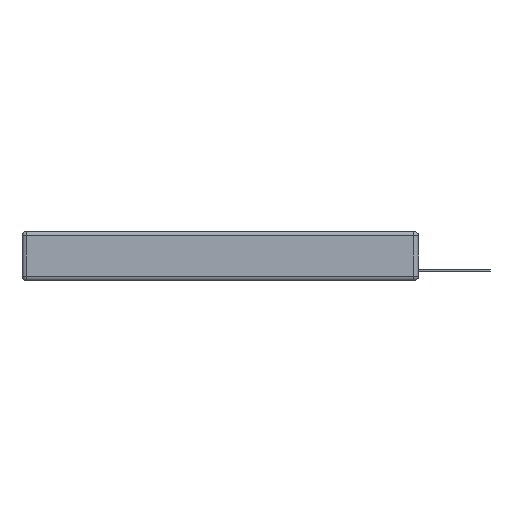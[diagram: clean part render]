
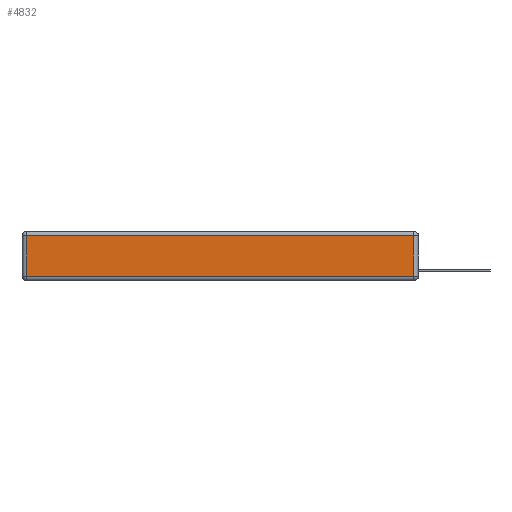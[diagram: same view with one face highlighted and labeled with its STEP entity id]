
A CAD part, left-side view. The second image highlights one B-rep face of the part: STEP entity #4832.
In plain terms, the highlighted planar face has unit normal (-1, 0, 0).
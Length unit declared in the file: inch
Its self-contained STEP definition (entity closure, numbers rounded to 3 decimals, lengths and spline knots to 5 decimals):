
#893 = LINE ( 'NONE', #6367, #15788 ) ;
#908 = ORIENTED_EDGE ( 'NONE', *, *, #12498, .T. ) ;
#1338 = DIRECTION ( 'NONE',  ( -1., 0., 0. ) ) ;
#1755 = CARTESIAN_POINT ( 'NONE',  ( 0., 0.03, -0.03 ) ) ;
#1911 = CARTESIAN_POINT ( 'NONE',  ( 0., 0.03, -0.313 ) ) ;
#2287 = DIRECTION ( 'NONE',  ( 0., 1., 0. ) ) ;
#2301 = ORIENTED_EDGE ( 'NONE', *, *, #14142, .T. ) ;
#2390 = ORIENTED_EDGE ( 'NONE', *, *, #15856, .T. ) ;
#2448 = CARTESIAN_POINT ( 'NONE',  ( 0., 2.72, -0.343 ) ) ;
#3205 = CARTESIAN_POINT ( 'NONE',  ( 0., 0., -0.313 ) ) ;
#3572 = LINE ( 'NONE', #9644, #7240 ) ;
#4350 = ORIENTED_EDGE ( 'NONE', *, *, #12204, .T. ) ;
#4832 = ADVANCED_FACE ( 'NONE', ( #5077 ), #4982, .T. ) ;
#4982 = PLANE ( 'NONE',  #14233 ) ;
#5077 = FACE_OUTER_BOUND ( 'NONE', #15692, .T. ) ;
#5228 = LINE ( 'NONE', #3205, #7917 ) ;
#5741 = CARTESIAN_POINT ( 'NONE',  ( 0., 2.72, -0.313 ) ) ;
#6367 = CARTESIAN_POINT ( 'NONE',  ( 0., 0.03, -0.343 ) ) ;
#6699 = VERTEX_POINT ( 'NONE', #11492 ) ;
#7235 = DIRECTION ( 'NONE',  ( 0., 0., -1. ) ) ;
#7240 = VECTOR ( 'NONE', #2287, 39.37008 ) ;
#7425 = VERTEX_POINT ( 'NONE', #1911 ) ;
#7917 = VECTOR ( 'NONE', #13097, 39.37008 ) ;
#8345 = VECTOR ( 'NONE', #7235, 39.37008 ) ;
#9485 = LINE ( 'NONE', #2448, #8345 ) ;
#9644 = CARTESIAN_POINT ( 'NONE',  ( 0., 2.75, -0.03 ) ) ;
#11492 = CARTESIAN_POINT ( 'NONE',  ( 0., 2.72, -0.03 ) ) ;
#12204 = EDGE_CURVE ( 'NONE', #13433, #7425, #5228, .T. ) ;
#12328 = CARTESIAN_POINT ( 'NONE',  ( 0., 0., -0.343 ) ) ;
#12382 = DIRECTION ( 'NONE',  ( 0., 0., 1. ) ) ;
#12498 = EDGE_CURVE ( 'NONE', #13848, #6699, #3572, .T. ) ;
#13097 = DIRECTION ( 'NONE',  ( 0., -1., 0. ) ) ;
#13433 = VERTEX_POINT ( 'NONE', #5741 ) ;
#13848 = VERTEX_POINT ( 'NONE', #1755 ) ;
#14142 = EDGE_CURVE ( 'NONE', #6699, #13433, #9485, .T. ) ;
#14233 = AXIS2_PLACEMENT_3D ( 'NONE', #12328, #1338, #12382 ) ;
#14995 = DIRECTION ( 'NONE',  ( 0., 0., 1. ) ) ;
#15692 = EDGE_LOOP ( 'NONE', ( #4350, #2390, #908, #2301 ) ) ;
#15788 = VECTOR ( 'NONE', #14995, 39.37008 ) ;
#15856 = EDGE_CURVE ( 'NONE', #7425, #13848, #893, .T. ) ;
